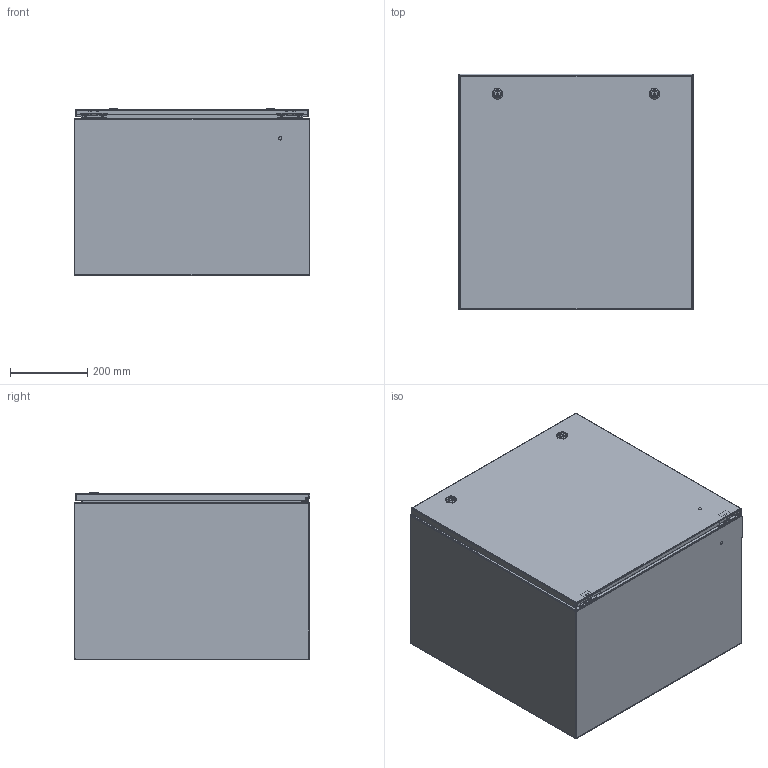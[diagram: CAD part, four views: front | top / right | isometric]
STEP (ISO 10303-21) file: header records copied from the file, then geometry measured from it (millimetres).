
FILE_DESCRIPTION (( 'STEP AP214' ), '1' );
FILE_NAME ('N412242416CLG.STEP', '2019-09-12T21:57:32', ( '' ), ( '' ), 'SwSTEP 2.0', 'SolidWorks 2018', '' );
FILE_SCHEMA (( 'AUTOMOTIVE_DESIGN' ));
Length unit declared in the file: inch
Products named in the file (1): N412242416CLG
Bounding box: 609.6 x 609.6 x 433.7 mm (x, y, z)
Volume: 3493740.5 mm3; surface area: 3735598.7 mm2
Topology: 42 solids, 42 shells, 1786 faces, 4372 edges, 2676 vertices
Faces by surface type: plane 702, cylinder 660, cone 202, bspline 198, torus 24
Full cylindrical faces by diameter (mm): 2.362 x4, 3.175 x2, 3.317 x68, 3.861 x4, 3.962 x2, 4.166 x68, 4.25 x4, 4.366 x4, 4.572 x4, 4.775 x6, 5 x2, 5.5 x2, 6.35 x10, 6.502 x4, 6.985 x4, 7.62 x4, 8.128 x4, 8.56 x2, 9.144 x4, 9.9 x2, 10 x2, 10.2 x2, 11.125 x4, 12.8 x2, 13.5 x2, 14.3 x4, 15.2 x2, 15.8 x2, 16.1 x2, 19.8 x2
Entity records: 92571 total; most frequent: CARTESIAN_POINT 31391, ORIENTED_EDGE 7420, DIRECTION 7318, EDGE_CURVE 3710, AXIS2_PLACEMENT_3D 2725, VERTEX_POINT 2480, EDGE_LOOP 2350, FACE_OUTER_BOUND 2036
